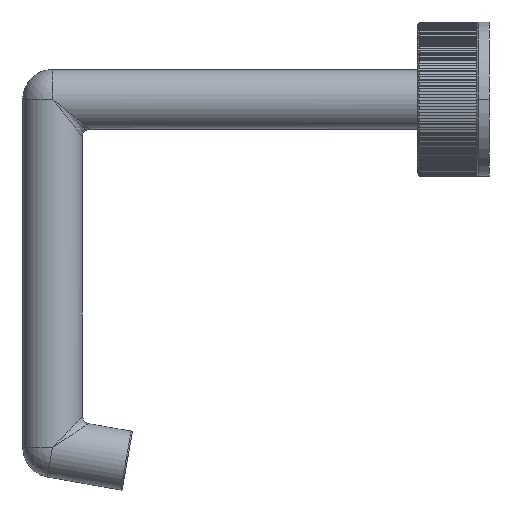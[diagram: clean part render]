
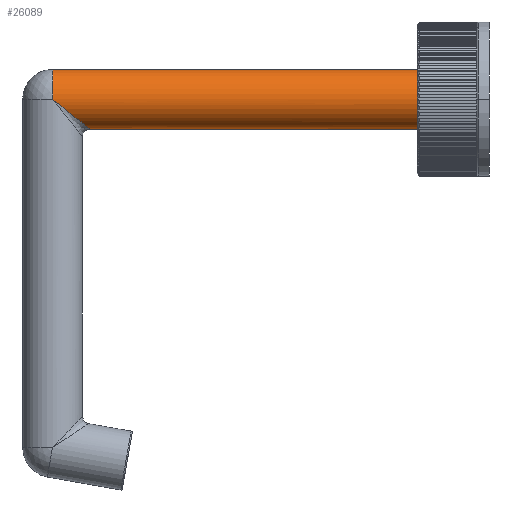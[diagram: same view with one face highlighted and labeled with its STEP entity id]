
A CAD part, left-side view. The second image highlights one B-rep face of the part: STEP entity #26089.
In plain terms, the highlighted cylindrical face has radius 12 mm (diameter 24 mm), a partial arc.
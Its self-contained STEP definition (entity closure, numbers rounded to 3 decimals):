
#25550=DIRECTION('',(0.,-1.,0.));
#25551=VECTOR('',#25550,155.5);
#25552=CARTESIAN_POINT('',(0.,160.5,-12.));
#25553=LINE('',#25552,#25551);
#25650=CARTESIAN_POINT('',(0.,160.5,-12.));
#25651=CARTESIAN_POINT('',(-0.605,160.5,
-12.));
#25652=CARTESIAN_POINT('',(-1.842,160.616,
-11.907));
#25653=CARTESIAN_POINT('',(-3.716,161.163,
-11.469));
#25654=CARTESIAN_POINT('',(-5.614,162.165,
-10.668));
#25655=CARTESIAN_POINT('',(-7.181,163.419,
-9.665));
#25656=CARTESIAN_POINT('',(-8.391,164.723,
-8.621));
#25657=CARTESIAN_POINT('',(-9.364,166.062,
-7.55));
#25658=CARTESIAN_POINT('',(-10.21,167.547,
-6.362));
#25659=CARTESIAN_POINT('',(-10.901,169.147,
-5.083));
#25660=CARTESIAN_POINT('',(-11.392,170.699,
-3.841));
#25661=CARTESIAN_POINT('',(-11.723,172.179,
-2.657));
#25662=CARTESIAN_POINT('',(-11.94,173.723,
-1.422));
#25663=CARTESIAN_POINT('',(-12.,174.891,
-0.487));
#25664=CARTESIAN_POINT('',(-12.,175.5,
0.));
#25666=CARTESIAN_POINT('',(0.,175.5,0.));
#25667=DIRECTION('',(0.,-1.,0.));
#25668=DIRECTION('',(0.,0.,1.));
#25669=AXIS2_PLACEMENT_3D('',#25666,#25667,#25668);
#25671=DIRECTION('',(0.,-1.,0.));
#25672=VECTOR('',#25671,170.5);
#25673=CARTESIAN_POINT('',(0.,175.5,12.));
#25674=LINE('',#25673,#25672);
#25690=CARTESIAN_POINT('',(0.,5.,0.));
#25691=DIRECTION('',(0.,-1.,0.));
#25692=DIRECTION('',(0.,0.,1.));
#25693=AXIS2_PLACEMENT_3D('',#25690,#25691,#25692);
#25823=CARTESIAN_POINT('',(0.,5.,-12.));
#25824=CARTESIAN_POINT('',(0.,5.,12.));
#25825=VERTEX_POINT('',#25823);
#25826=VERTEX_POINT('',#25824);
#25831=CARTESIAN_POINT('',(0.,175.5,12.));
#25832=VERTEX_POINT('',#25831);
#25833=VERTEX_POINT('',#25650);
#25834=VERTEX_POINT('',#25664);
#26076=CARTESIAN_POINT('',(0.,175.5,0.));
#26077=DIRECTION('',(0.,-1.,0.));
#26078=DIRECTION('',(0.,0.,-1.));
#26079=AXIS2_PLACEMENT_3D('',#26076,#26077,#26078);
#26080=CYLINDRICAL_SURFACE('',#26079,12.);
#26081=ORIENTED_EDGE('',*,*,#26069,.T.);
#26082=ORIENTED_EDGE('',*,*,#25978,.F.);
#26083=ORIENTED_EDGE('',*,*,#25862,.T.);
#26085=ORIENTED_EDGE('',*,*,#26084,.T.);
#26086=ORIENTED_EDGE('',*,*,#25858,.F.);
#26087=EDGE_LOOP('',(#26081,#26082,#26083,#26085,#26086));
#26088=FACE_OUTER_BOUND('',#26087,.F.);
#26089=ADVANCED_FACE('',(#26088),#26080,.T.);
#25665=B_SPLINE_CURVE_WITH_KNOTS('',3,(#25650,#25651,#25652,#25653,#25654,
#25655,#25656,#25657,#25658,#25659,#25660,#25661,#25662,#25663,#25664),
.UNSPECIFIED.,.F.,.F.,(4,1,1,1,1,1,1,1,1,1,1,1,4),(0.,0.083,
0.167,0.25,0.333,0.417,0.5,
0.583,0.667,0.75,0.833,0.917,
1.),.UNSPECIFIED.);
#25670=CIRCLE('',#25669,12.);
#25694=CIRCLE('',#25693,12.);
#25858=EDGE_CURVE('',#25833,#25825,#25553,.T.);
#25862=EDGE_CURVE('',#25832,#25826,#25674,.T.);
#25978=EDGE_CURVE('',#25832,#25834,#25670,.T.);
#26069=EDGE_CURVE('',#25833,#25834,#25665,.T.);
#26084=EDGE_CURVE('',#25826,#25825,#25694,.T.);
